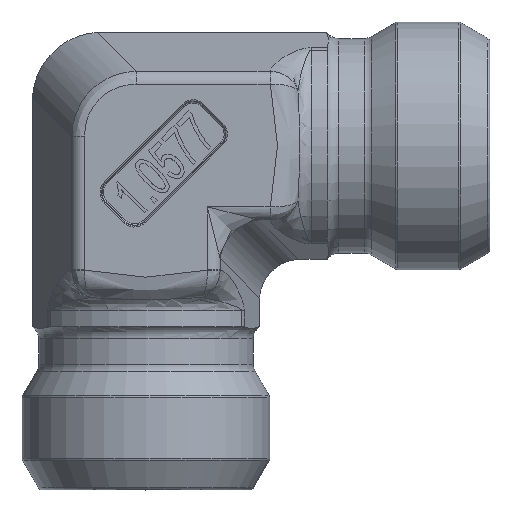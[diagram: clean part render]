
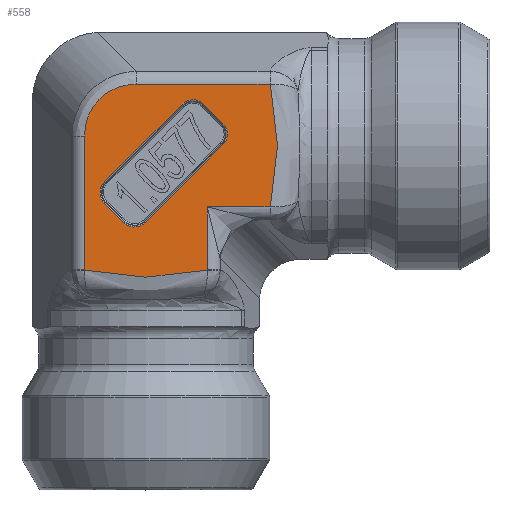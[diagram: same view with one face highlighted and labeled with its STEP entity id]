
A CAD part, top view. The second image highlights one B-rep face of the part: STEP entity #558.
In plain terms, the highlighted planar face has unit normal (0, 0, 1).
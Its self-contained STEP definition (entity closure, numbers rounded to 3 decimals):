
#558=ADVANCED_FACE('',(#1127,#1128),#800,.T.);
#800=PLANE('',#3887);
#893=B_SPLINE_CURVE_WITH_KNOTS('',3,(#5089,#5090,#5091,#5092),
 .UNSPECIFIED.,.F.,.F.,(4,4),(0.,1.),.UNSPECIFIED.);
#894=B_SPLINE_CURVE_WITH_KNOTS('',3,(#5094,#5095,#5096,#5097,#5098,#5099),
 .UNSPECIFIED.,.F.,.F.,(4,2,4),(0.,0.5,1.),.UNSPECIFIED.);
#895=B_SPLINE_CURVE_WITH_KNOTS('',3,(#5101,#5102,#5103,#5104),
 .UNSPECIFIED.,.F.,.F.,(4,4),(0.,1.),.UNSPECIFIED.);
#896=B_SPLINE_CURVE_WITH_KNOTS('',3,(#5110,#5111,#5112,#5113),
 .UNSPECIFIED.,.F.,.F.,(4,4),(0.,1.),.UNSPECIFIED.);
#897=B_SPLINE_CURVE_WITH_KNOTS('',3,(#5115,#5116,#5117,#5118,#5119,#5120),
 .UNSPECIFIED.,.F.,.F.,(4,2,4),(0.,0.5,1.),.UNSPECIFIED.);
#898=B_SPLINE_CURVE_WITH_KNOTS('',3,(#5122,#5123,#5124,#5125),
 .UNSPECIFIED.,.F.,.F.,(4,4),(0.,1.),.UNSPECIFIED.);
#1127=FACE_BOUND('',#1211,.T.);
#1128=FACE_BOUND('',#1212,.T.);
#1211=EDGE_LOOP('',(#1552,#1553,#1554,#1555,#1556,#1557,#1558,#1559));
#1212=EDGE_LOOP('',(#1560,#1561,#1562,#1563,#1564,#1565,#1566,#1567,#1568,
#1569,#1570));
#1499=ELLIPSE('',#3882,1.108,1.1);
#1500=ELLIPSE('',#3883,1.108,1.1);
#1501=ELLIPSE('',#3884,1.108,1.1);
#1502=ELLIPSE('',#3885,1.108,1.1);
#1503=ELLIPSE('',#3886,4.499,4.);
#1552=ORIENTED_EDGE('',*,*,#2982,.T.);
#1553=ORIENTED_EDGE('',*,*,#2983,.T.);
#1554=ORIENTED_EDGE('',*,*,#2984,.T.);
#1555=ORIENTED_EDGE('',*,*,#2985,.T.);
#1556=ORIENTED_EDGE('',*,*,#2986,.T.);
#1557=ORIENTED_EDGE('',*,*,#2987,.T.);
#1558=ORIENTED_EDGE('',*,*,#2988,.T.);
#1559=ORIENTED_EDGE('',*,*,#2989,.T.);
#1560=ORIENTED_EDGE('',*,*,#2990,.F.);
#1561=ORIENTED_EDGE('',*,*,#2991,.T.);
#1562=ORIENTED_EDGE('',*,*,#2992,.T.);
#1563=ORIENTED_EDGE('',*,*,#2993,.T.);
#1564=ORIENTED_EDGE('',*,*,#2994,.T.);
#1565=ORIENTED_EDGE('',*,*,#2995,.T.);
#1566=ORIENTED_EDGE('',*,*,#2996,.T.);
#1567=ORIENTED_EDGE('',*,*,#2997,.T.);
#1568=ORIENTED_EDGE('',*,*,#2998,.T.);
#1569=ORIENTED_EDGE('',*,*,#2999,.T.);
#1570=ORIENTED_EDGE('',*,*,#3000,.T.);
#2636=VERTEX_POINT('',#5069);
#2637=VERTEX_POINT('',#5070);
#2638=VERTEX_POINT('',#5072);
#2639=VERTEX_POINT('',#5074);
#2640=VERTEX_POINT('',#5076);
#2641=VERTEX_POINT('',#5078);
#2642=VERTEX_POINT('',#5080);
#2643=VERTEX_POINT('',#5082);
#2644=VERTEX_POINT('',#5085);
#2645=VERTEX_POINT('',#5086);
#2646=VERTEX_POINT('',#5088);
#2647=VERTEX_POINT('',#5093);
#2648=VERTEX_POINT('',#5100);
#2649=VERTEX_POINT('',#5105);
#2650=VERTEX_POINT('',#5107);
#2651=VERTEX_POINT('',#5109);
#2652=VERTEX_POINT('',#5114);
#2653=VERTEX_POINT('',#5121);
#2654=VERTEX_POINT('',#5126);
#2982=EDGE_CURVE('',#2636,#2637,#3524,.T.);
#2983=EDGE_CURVE('',#2637,#2638,#1499,.T.);
#2984=EDGE_CURVE('',#2638,#2639,#3525,.T.);
#2985=EDGE_CURVE('',#2639,#2640,#1500,.T.);
#2986=EDGE_CURVE('',#2640,#2641,#3526,.T.);
#2987=EDGE_CURVE('',#2641,#2642,#1501,.T.);
#2988=EDGE_CURVE('',#2642,#2643,#3527,.T.);
#2989=EDGE_CURVE('',#2643,#2636,#1502,.T.);
#2990=EDGE_CURVE('',#2644,#2645,#1503,.T.);
#2991=EDGE_CURVE('',#2644,#2646,#3528,.T.);
#2992=EDGE_CURVE('',#2646,#2647,#893,.T.);
#2993=EDGE_CURVE('',#2647,#2648,#894,.T.);
#2994=EDGE_CURVE('',#2648,#2649,#895,.T.);
#2995=EDGE_CURVE('',#2649,#2650,#3529,.T.);
#2996=EDGE_CURVE('',#2650,#2651,#3530,.T.);
#2997=EDGE_CURVE('',#2651,#2652,#896,.T.);
#2998=EDGE_CURVE('',#2652,#2653,#897,.T.);
#2999=EDGE_CURVE('',#2653,#2654,#898,.T.);
#3000=EDGE_CURVE('',#2654,#2645,#3531,.T.);
#3524=LINE('',#5068,#3694);
#3525=LINE('',#5073,#3695);
#3526=LINE('',#5077,#3696);
#3527=LINE('',#5081,#3697);
#3528=LINE('',#5087,#3698);
#3529=LINE('',#5106,#3699);
#3530=LINE('',#5108,#3700);
#3531=LINE('',#5127,#3701);
#3694=VECTOR('',#4216,1.);
#3695=VECTOR('',#4219,1.);
#3696=VECTOR('',#4222,1.);
#3697=VECTOR('',#4225,1.);
#3698=VECTOR('',#4230,1.);
#3699=VECTOR('',#4231,1.);
#3700=VECTOR('',#4232,1.);
#3701=VECTOR('',#4233,1.);
#3882=AXIS2_PLACEMENT_3D('',#5071,#4217,#4218);
#3883=AXIS2_PLACEMENT_3D('',#5075,#4220,#4221);
#3884=AXIS2_PLACEMENT_3D('',#5079,#4223,#4224);
#3885=AXIS2_PLACEMENT_3D('',#5083,#4226,#4227);
#3886=AXIS2_PLACEMENT_3D('',#5084,#4228,#4229);
#3887=AXIS2_PLACEMENT_3D('',#5128,#4234,#4235);
#4216=DIRECTION('',(0.707,0.707,0.));
#4217=DIRECTION('',(0.,0.,-1.));
#4218=DIRECTION('',(0.,-1.,0.));
#4219=DIRECTION('',(0.707,-0.707,0.));
#4220=DIRECTION('',(0.,0.,-1.));
#4221=DIRECTION('',(-1.,0.,0.));
#4222=DIRECTION('',(-0.707,-0.707,0.));
#4223=DIRECTION('',(0.,0.,-1.));
#4224=DIRECTION('',(0.,1.,0.));
#4225=DIRECTION('',(-0.707,0.707,0.));
#4226=DIRECTION('',(0.,0.,-1.));
#4227=DIRECTION('',(1.,0.,0.));
#4228=DIRECTION('',(0.,0.,-1.));
#4229=DIRECTION('',(-0.707,0.707,0.));
#4230=DIRECTION('',(0.,-1.,0.));
#4231=DIRECTION('',(0.,1.,0.));
#4232=DIRECTION('',(1.,0.,0.));
#4233=DIRECTION('',(-1.,0.,0.));
#4234=DIRECTION('',(0.,0.,1.));
#4235=DIRECTION('',(1.,0.,0.));
#5068=CARTESIAN_POINT('',(2.646,3.017,9.5));
#5069=CARTESIAN_POINT('',(-3.011,-2.64,9.5));
#5070=CARTESIAN_POINT('',(2.64,3.011,9.5));
#5071=CARTESIAN_POINT('',(3.415,2.224,9.5));
#5072=CARTESIAN_POINT('',(4.19,3.011,9.5));
#5073=CARTESIAN_POINT('',(5.604,1.597,9.5));
#5074=CARTESIAN_POINT('',(5.598,1.603,9.5));
#5075=CARTESIAN_POINT('',(4.811,0.828,9.5));
#5076=CARTESIAN_POINT('',(5.598,0.053,9.5));
#5077=CARTESIAN_POINT('',(-0.059,-5.604,9.5));
#5078=CARTESIAN_POINT('',(-0.053,-5.598,9.5));
#5079=CARTESIAN_POINT('',(-0.828,-4.811,9.5));
#5080=CARTESIAN_POINT('',(-1.603,-5.598,9.5));
#5081=CARTESIAN_POINT('',(-3.017,-4.184,9.5));
#5082=CARTESIAN_POINT('',(-3.011,-4.19,9.5));
#5083=CARTESIAN_POINT('',(-2.224,-3.415,9.5));
#5084=CARTESIAN_POINT('',(-0.199,0.199,9.5));
#5085=CARTESIAN_POINT('',(-4.456,0.697,9.5));
#5086=CARTESIAN_POINT('',(-0.697,4.456,9.5));
#5087=CARTESIAN_POINT('',(-4.456,5.156,9.5));
#5088=CARTESIAN_POINT('',(-4.456,-9.022,9.5));
#5089=CARTESIAN_POINT('',(-4.456,-9.022,9.5));
#5090=CARTESIAN_POINT('',(-4.456,-9.03,9.5));
#5091=CARTESIAN_POINT('',(-4.456,-9.039,9.5));
#5092=CARTESIAN_POINT('',(-4.456,-9.047,9.5));
#5093=CARTESIAN_POINT('',(-4.456,-9.047,9.5));
#5094=CARTESIAN_POINT('',(-4.456,-9.047,9.5));
#5095=CARTESIAN_POINT('',(-2.967,-9.182,9.5));
#5096=CARTESIAN_POINT('',(-1.504,-9.563,9.5));
#5097=CARTESIAN_POINT('',(1.504,-9.563,9.5));
#5098=CARTESIAN_POINT('',(2.966,-9.182,9.5));
#5099=CARTESIAN_POINT('',(4.456,-9.047,9.5));
#5100=CARTESIAN_POINT('',(4.456,-9.047,9.5));
#5101=CARTESIAN_POINT('',(4.456,-9.047,9.5));
#5102=CARTESIAN_POINT('',(4.456,-9.039,9.5));
#5103=CARTESIAN_POINT('',(4.456,-9.03,9.5));
#5104=CARTESIAN_POINT('',(4.456,-9.022,9.5));
#5105=CARTESIAN_POINT('',(4.456,-9.022,9.5));
#5106=CARTESIAN_POINT('',(4.456,5.156,9.5));
#5107=CARTESIAN_POINT('',(4.456,-4.456,9.5));
#5108=CARTESIAN_POINT('',(2.922,-4.456,9.5));
#5109=CARTESIAN_POINT('',(9.022,-4.456,9.5));
#5110=CARTESIAN_POINT('',(9.022,-4.456,9.5));
#5111=CARTESIAN_POINT('',(9.03,-4.456,9.5));
#5112=CARTESIAN_POINT('',(9.039,-4.456,9.5));
#5113=CARTESIAN_POINT('',(9.047,-4.456,9.5));
#5114=CARTESIAN_POINT('',(9.047,-4.456,9.5));
#5115=CARTESIAN_POINT('',(9.047,-4.456,9.5));
#5116=CARTESIAN_POINT('',(9.182,-2.966,9.5));
#5117=CARTESIAN_POINT('',(9.563,-1.504,9.5));
#5118=CARTESIAN_POINT('',(9.563,1.504,9.5));
#5119=CARTESIAN_POINT('',(9.182,2.967,9.5));
#5120=CARTESIAN_POINT('',(9.047,4.456,9.5));
#5121=CARTESIAN_POINT('',(9.047,4.456,9.5));
#5122=CARTESIAN_POINT('',(9.047,4.456,9.5));
#5123=CARTESIAN_POINT('',(9.039,4.456,9.5));
#5124=CARTESIAN_POINT('',(9.03,4.456,9.5));
#5125=CARTESIAN_POINT('',(9.022,4.456,9.5));
#5126=CARTESIAN_POINT('',(9.022,4.456,9.5));
#5127=CARTESIAN_POINT('',(2.922,4.456,9.5));
#5128=CARTESIAN_POINT('',(2.922,5.156,9.5));
